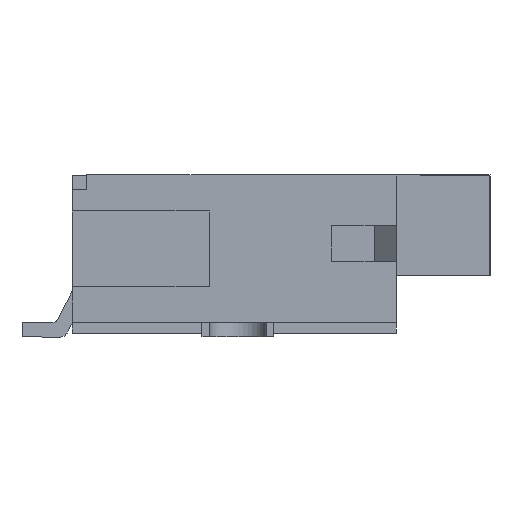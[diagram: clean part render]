
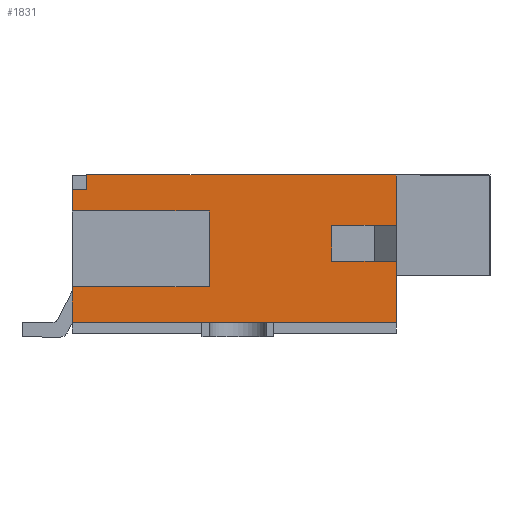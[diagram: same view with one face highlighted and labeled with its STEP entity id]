
A CAD part, left-side view. The second image highlights one B-rep face of the part: STEP entity #1831.
In plain terms, the highlighted planar face has unit normal (-1, 0, 0).
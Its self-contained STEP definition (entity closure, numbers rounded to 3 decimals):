
#1831 = ADVANCED_FACE( '', ( #3444 ), #3445, .T. );
#3444 = FACE_OUTER_BOUND( '', #4967, .T. );
#3445 = PLANE( '', #4968 );
#4967 = EDGE_LOOP( '', ( #10205, #10206, #10207, #10208, #10209, #10210, #10211, #10212, #10213, #10214, #10215, #10216, #10217, #10218 ) );
#4968 = AXIS2_PLACEMENT_3D( '', #10219, #10220, #10221 );
#10205 = ORIENTED_EDGE( '', *, *, #12932, .T. );
#10206 = ORIENTED_EDGE( '', *, *, #12894, .T. );
#10207 = ORIENTED_EDGE( '', *, *, #12017, .T. );
#10208 = ORIENTED_EDGE( '', *, *, #10851, .F. );
#10209 = ORIENTED_EDGE( '', *, *, #12319, .T. );
#10210 = ORIENTED_EDGE( '', *, *, #12162, .T. );
#10211 = ORIENTED_EDGE( '', *, *, #12014, .T. );
#10212 = ORIENTED_EDGE( '', *, *, #11447, .F. );
#10213 = ORIENTED_EDGE( '', *, *, #11787, .T. );
#10214 = ORIENTED_EDGE( '', *, *, #11895, .T. );
#10215 = ORIENTED_EDGE( '', *, *, #11114, .T. );
#10216 = ORIENTED_EDGE( '', *, *, #11270, .T. );
#10217 = ORIENTED_EDGE( '', *, *, #12919, .T. );
#10218 = ORIENTED_EDGE( '', *, *, #12104, .T. );
#10219 = CARTESIAN_POINT( '', ( -10.05, 0., 0. ) );
#10220 = DIRECTION( '', ( -1., 0., 0. ) );
#10221 = DIRECTION( '', ( 0., 0., 1. ) );
#10851 = EDGE_CURVE( '', #13273, #13269, #13275, .T. );
#11114 = EDGE_CURVE( '', #13736, #13734, #13737, .T. );
#11270 = EDGE_CURVE( '', #13734, #14010, #14012, .T. );
#11447 = EDGE_CURVE( '', #14305, #14292, #14307, .T. );
#11787 = EDGE_CURVE( '', #14305, #14849, #14851, .T. );
#11895 = EDGE_CURVE( '', #14849, #13736, #15024, .T. );
#12014 = EDGE_CURVE( '', #15216, #14292, #15217, .T. );
#12017 = EDGE_CURVE( '', #15070, #13269, #15221, .T. );
#12104 = EDGE_CURVE( '', #15350, #15348, #15351, .T. );
#12162 = EDGE_CURVE( '', #15432, #15216, #15433, .T. );
#12319 = EDGE_CURVE( '', #13273, #15432, #15649, .T. );
#12894 = EDGE_CURVE( '', #16369, #15070, #16371, .T. );
#12919 = EDGE_CURVE( '', #14010, #15350, #16396, .T. );
#12932 = EDGE_CURVE( '', #15348, #16369, #16410, .T. );
#13269 = VERTEX_POINT( '', #16863 );
#13273 = VERTEX_POINT( '', #16869 );
#13275 = LINE( '', #16872, #16873 );
#13734 = VERTEX_POINT( '', #17532 );
#13736 = VERTEX_POINT( '', #17535 );
#13737 = LINE( '', #17536, #17537 );
#14010 = VERTEX_POINT( '', #17923 );
#14012 = LINE( '', #17926, #17927 );
#14292 = VERTEX_POINT( '', #18324 );
#14305 = VERTEX_POINT( '', #18343 );
#14307 = LINE( '', #18346, #18347 );
#14849 = VERTEX_POINT( '', #19135 );
#14851 = LINE( '', #19138, #19139 );
#15024 = LINE( '', #19411, #19412 );
#15070 = VERTEX_POINT( '', #19474 );
#15216 = VERTEX_POINT( '', #19709 );
#15217 = LINE( '', #19710, #19711 );
#15221 = LINE( '', #19717, #19718 );
#15348 = VERTEX_POINT( '', #19898 );
#15350 = VERTEX_POINT( '', #19901 );
#15351 = LINE( '', #19902, #19903 );
#15432 = VERTEX_POINT( '', #20024 );
#15433 = LINE( '', #20025, #20026 );
#15649 = LINE( '', #20342, #20343 );
#16369 = VERTEX_POINT( '', #21438 );
#16371 = LINE( '', #21441, #21442 );
#16396 = LINE( '', #21478, #21479 );
#16410 = LINE( '', #21502, #21503 );
#16863 = CARTESIAN_POINT( '', ( -10.05, 2.25, 0.6 ) );
#16869 = CARTESIAN_POINT( '', ( -10.05, 0.35, 0.6 ) );
#16872 = CARTESIAN_POINT( '', ( -10.05, 0.35, 0.6 ) );
#16873 = VECTOR( '', #21727, 1000. );
#17532 = CARTESIAN_POINT( '', ( -10.05, -1.35, 0.4 ) );
#17535 = CARTESIAN_POINT( '', ( -10.05, -1.35, -0.1 ) );
#17536 = CARTESIAN_POINT( '', ( -10.05, -1.35, -0.1 ) );
#17537 = VECTOR( '', #21971, 1000. );
#17923 = CARTESIAN_POINT( '', ( -10.05, -2.25, 0.4 ) );
#17926 = CARTESIAN_POINT( '', ( -10.05, -1.35, 0.4 ) );
#17927 = VECTOR( '', #22131, 1000. );
#18324 = CARTESIAN_POINT( '', ( -10.05, 2.25, -0.95 ) );
#18343 = CARTESIAN_POINT( '', ( -10.05, -2.25, -0.95 ) );
#18346 = CARTESIAN_POINT( '', ( -10.05, -2.25, -0.95 ) );
#18347 = VECTOR( '', #22307, 1000. );
#19135 = CARTESIAN_POINT( '', ( -10.05, -2.25, -0.1 ) );
#19138 = CARTESIAN_POINT( '', ( -10.05, -2.25, -1.1 ) );
#19139 = VECTOR( '', #22624, 1000. );
#19411 = CARTESIAN_POINT( '', ( -10.05, -2.25, -0.1 ) );
#19412 = VECTOR( '', #22724, 1000. );
#19474 = CARTESIAN_POINT( '', ( -10.05, 2.25, 0.9 ) );
#19709 = CARTESIAN_POINT( '', ( -10.05, 2.25, -0.45 ) );
#19710 = CARTESIAN_POINT( '', ( -10.05, 2.25, 1.1 ) );
#19711 = VECTOR( '', #22863, 1000. );
#19717 = CARTESIAN_POINT( '', ( -10.05, 2.25, 1.1 ) );
#19718 = VECTOR( '', #22866, 1000. );
#19898 = CARTESIAN_POINT( '', ( -10.05, 2.05, 1.1 ) );
#19901 = CARTESIAN_POINT( '', ( -10.05, -2.25, 1.1 ) );
#19902 = CARTESIAN_POINT( '', ( -10.05, -2.25, 1.1 ) );
#19903 = VECTOR( '', #22957, 1000. );
#20024 = CARTESIAN_POINT( '', ( -10.05, 0.35, -0.45 ) );
#20025 = CARTESIAN_POINT( '', ( -10.05, 0.35, -0.45 ) );
#20026 = VECTOR( '', #23004, 1000. );
#20342 = CARTESIAN_POINT( '', ( -10.05, 0.35, 0.6 ) );
#20343 = VECTOR( '', #23144, 1000. );
#21438 = CARTESIAN_POINT( '', ( -10.05, 2.05, 0.9 ) );
#21441 = CARTESIAN_POINT( '', ( -10.05, 0., 0.9 ) );
#21442 = VECTOR( '', #23683, 1000. );
#21478 = CARTESIAN_POINT( '', ( -10.05, -2.25, -1.1 ) );
#21479 = VECTOR( '', #23701, 1000. );
#21502 = CARTESIAN_POINT( '', ( -10.05, 2.05, 0. ) );
#21503 = VECTOR( '', #23714, 1000. );
#21727 = DIRECTION( '', ( 0., 1., 0. ) );
#21971 = DIRECTION( '', ( 0., 0., 1. ) );
#22131 = DIRECTION( '', ( 0., -1., 0. ) );
#22307 = DIRECTION( '', ( 0., 1., 0. ) );
#22624 = DIRECTION( '', ( 0., 0., 1. ) );
#22724 = DIRECTION( '', ( 0., 1., 0. ) );
#22863 = DIRECTION( '', ( 0., 0., -1. ) );
#22866 = DIRECTION( '', ( 0., 0., -1. ) );
#22957 = DIRECTION( '', ( 0., 1., 0. ) );
#23004 = DIRECTION( '', ( 0., 1., 0. ) );
#23144 = DIRECTION( '', ( 0., 0., -1. ) );
#23683 = DIRECTION( '', ( 0., 1., 0. ) );
#23701 = DIRECTION( '', ( 0., 0., 1. ) );
#23714 = DIRECTION( '', ( 0., 0., -1. ) );
